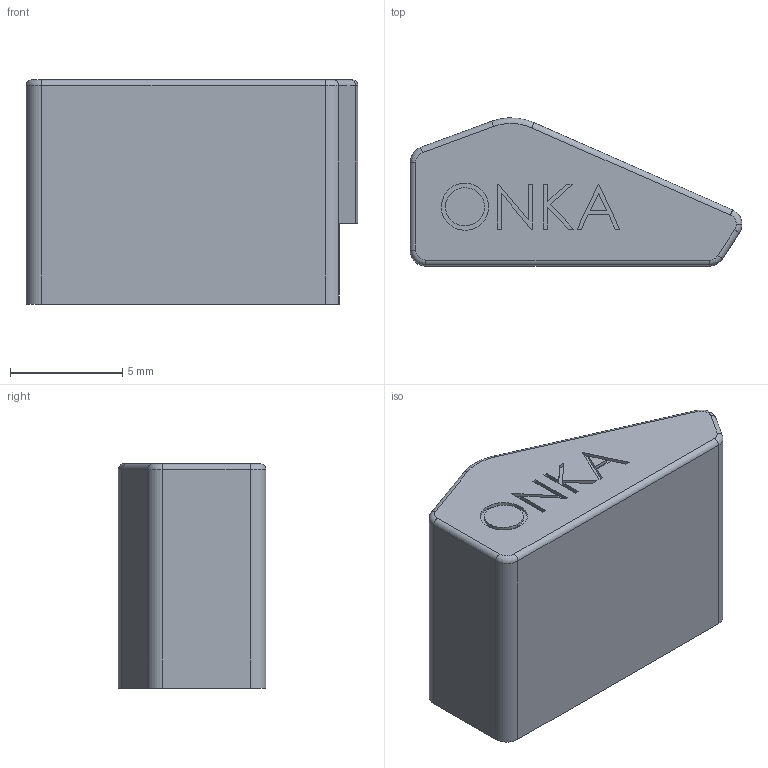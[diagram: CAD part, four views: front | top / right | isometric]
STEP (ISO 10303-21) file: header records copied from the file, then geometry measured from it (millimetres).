
FILE_DESCRIPTION (( 'STEP AP203' ), '1' );
FILE_NAME ('Monofaze Kapak.STEP', '2020-08-14T07:49:41', ( '' ), ( '' ), 'SwSTEP 2.0', 'SolidWorks 2011', '' );
FILE_SCHEMA (( 'CONFIG_CONTROL_DESIGN' ));
Length unit declared in the file: millimetre
Products named in the file (1): Monofaze Kapak
Bounding box: 14.8 x 6.6 x 10 mm (x, y, z)
Volume: 535.1 mm3; surface area: 593.7 mm2
Topology: 1 solids, 1 shells, 79 faces, 202 edges, 131 vertices
Faces by surface type: plane 51, cylinder 14, bspline 8, torus 6
Entity records: 3101 total; most frequent: CARTESIAN_POINT 1138, ORIENTED_EDGE 404, DIRECTION 360, EDGE_CURVE 202, LINE 150, VECTOR 150, VERTEX_POINT 131, AXIS2_PLACEMENT_3D 105
